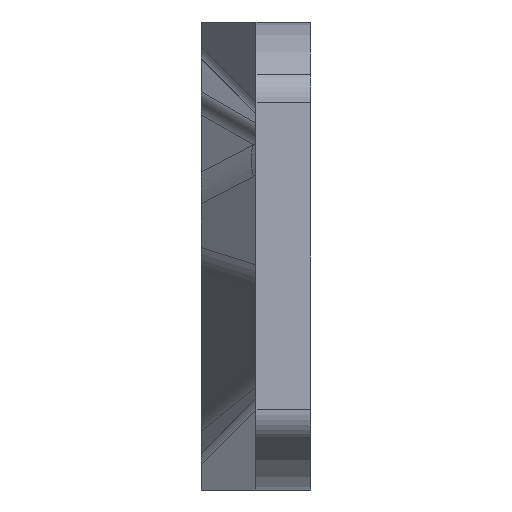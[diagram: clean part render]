
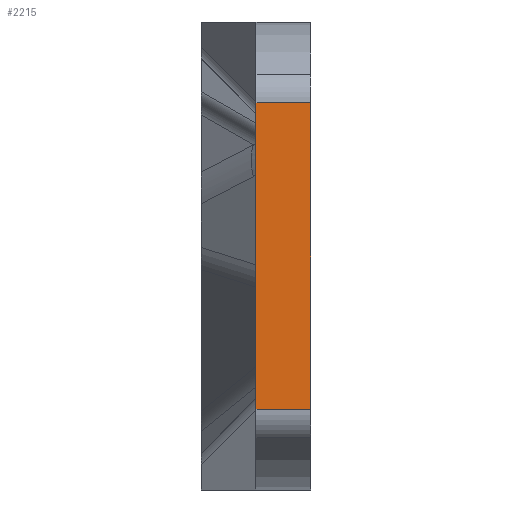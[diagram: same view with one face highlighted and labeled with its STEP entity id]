
A CAD part, left-side view. The second image highlights one B-rep face of the part: STEP entity #2215.
In plain terms, the highlighted planar face has unit normal (-1, 0, 0).
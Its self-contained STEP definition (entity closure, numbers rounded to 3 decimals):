
#80=PLANE('',#2405);
#173=FACE_OUTER_BOUND('',#301,.T.);
#301=EDGE_LOOP('',(#1695,#1696,#1697,#1698));
#564=LINE('',#3470,#787);
#588=LINE('',#3541,#811);
#589=LINE('',#3544,#812);
#590=LINE('',#3545,#813);
#787=VECTOR('',#2729,10.);
#811=VECTOR('',#2799,10.);
#812=VECTOR('',#2802,10.);
#813=VECTOR('',#2803,10.);
#1041=VERTEX_POINT('',#3467);
#1042=VERTEX_POINT('',#3469);
#1065=VERTEX_POINT('',#3537);
#1067=VERTEX_POINT('',#3543);
#1269=EDGE_CURVE('',#1042,#1041,#564,.T.);
#1306=EDGE_CURVE('',#1042,#1065,#588,.T.);
#1307=EDGE_CURVE('',#1067,#1041,#589,.T.);
#1308=EDGE_CURVE('',#1065,#1067,#590,.T.);
#1695=ORIENTED_EDGE('',*,*,#1306,.F.);
#1696=ORIENTED_EDGE('',*,*,#1269,.T.);
#1697=ORIENTED_EDGE('',*,*,#1307,.F.);
#1698=ORIENTED_EDGE('',*,*,#1308,.F.);
#2215=ADVANCED_FACE('',(#173),#80,.T.);
#2405=AXIS2_PLACEMENT_3D('',#3542,#2800,#2801);
#2729=DIRECTION('',(0.,0.,1.));
#2799=DIRECTION('',(0.,1.,0.));
#2800=DIRECTION('center_axis',(-1.,0.,0.));
#2801=DIRECTION('ref_axis',(0.,0.,1.));
#2802=DIRECTION('',(0.,-1.,0.));
#2803=DIRECTION('',(0.,0.,1.));
#3467=CARTESIAN_POINT('',(-138.132,0.,14.061));
#3469=CARTESIAN_POINT('',(-138.132,0.,-19.548));
#3470=CARTESIAN_POINT('',(-138.132,0.,-21.355));
#3537=CARTESIAN_POINT('',(-138.132,6.,-19.548));
#3541=CARTESIAN_POINT('',(-138.132,0.,-19.548));
#3542=CARTESIAN_POINT('Origin',(-138.132,0.,-21.355));
#3543=CARTESIAN_POINT('',(-138.132,6.,14.061));
#3544=CARTESIAN_POINT('',(-138.132,0.,14.061));
#3545=CARTESIAN_POINT('',(-138.132,6.,-21.355));
